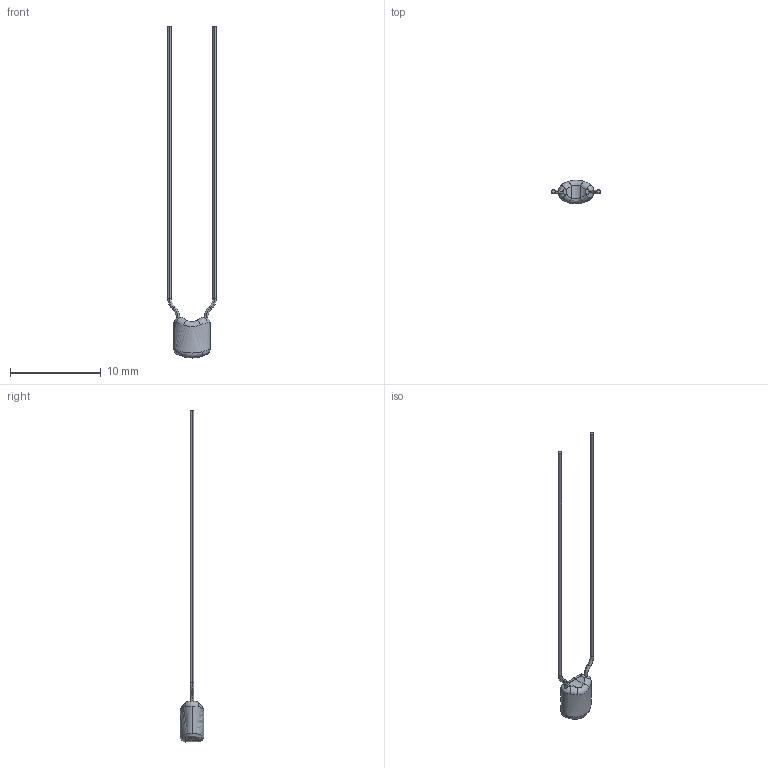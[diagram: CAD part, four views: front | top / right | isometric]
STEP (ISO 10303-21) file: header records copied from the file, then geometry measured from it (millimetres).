
FILE_DESCRIPTION (( 'STEP AP214' ), '1' );
FILE_NAME ('K104K15X7RF53H5.STEP', '2021-05-27T06:58:26', ( '' ), ( '' ), 'SwSTEP 2.0', 'SolidWorks 2018', '' );
FILE_SCHEMA (( 'AUTOMOTIVE_DESIGN' ));
Length unit declared in the file: millimetre
Products named in the file (1): K104K15X7RF53H5
Bounding box: 5.4 x 2.6 x 36.6 mm (x, y, z)
Volume: 40.6 mm3; surface area: 136.4 mm2
Topology: 1 solids, 1 shells, 48 faces, 122 edges, 76 vertices
Faces by surface type: torus 16, bspline 14, cylinder 12, plane 6
Entity records: 2690 total; most frequent: CARTESIAN_POINT 1113, ORIENTED_EDGE 244, DIRECTION 174, EDGE_CURVE 122, AXIS2_PLACEMENT_3D 79, VERTEX_POINT 76, B_SPLINE_CURVE_WITH_KNOTS 62, UNCERTAINTY_MEASURE_WITH_UNIT 51
